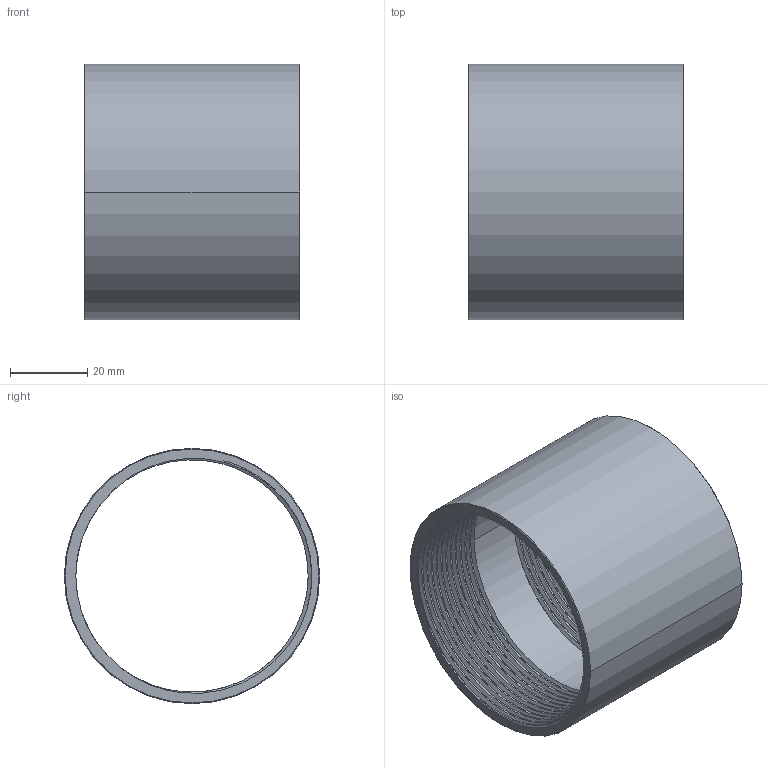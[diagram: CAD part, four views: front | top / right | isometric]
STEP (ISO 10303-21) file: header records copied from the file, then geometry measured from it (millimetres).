
FILE_DESCRIPTION (( 'STEP AP203' ), '1' );
FILE_NAME ('3D_R-201_2_17136780.STEP', '2024-08-20T08:13:45', ( '' ), ( '' ), 'SwSTEP 2.0', 'SolidWorks 2024', '' );
FILE_SCHEMA (( 'CONFIG_CONTROL_DESIGN' ));
Length unit declared in the file: millimetre
Products named in the file (1): 3D_R-201_2_17136780
Bounding box: 56 x 66.3 x 66.3 mm (x, y, z)
Volume: 30214 mm3; surface area: 28325.7 mm2
Topology: 1 solids, 1 shells, 64 faces, 182 edges, 120 vertices
Faces by surface type: cylinder 50, bspline 6, cone 4, plane 4
Entity records: 8062 total; most frequent: CARTESIAN_POINT 6665, ORIENTED_EDGE 364, DIRECTION 194, EDGE_CURVE 182, VERTEX_POINT 120, AXIS2_PLACEMENT_3D 69, EDGE_LOOP 66, FACE_OUTER_BOUND 64
